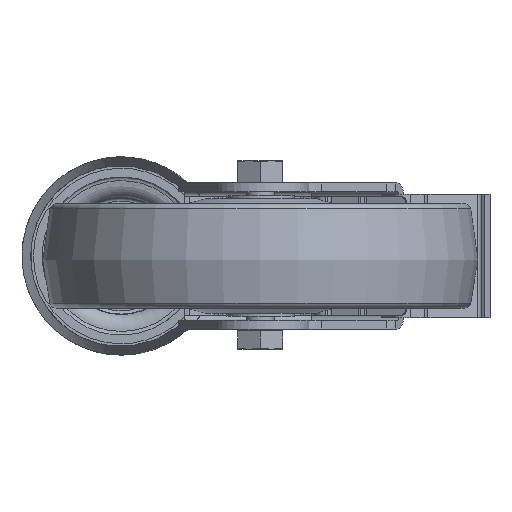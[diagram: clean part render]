
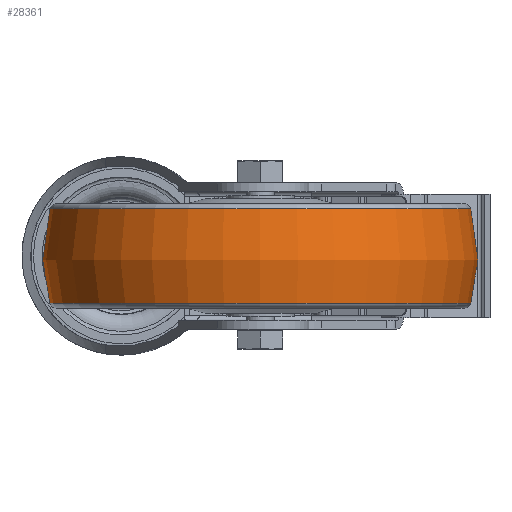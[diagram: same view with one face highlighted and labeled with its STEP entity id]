
A CAD part, front view. The second image highlights one B-rep face of the part: STEP entity #28361.
In plain terms, the highlighted face is a revolution surface.
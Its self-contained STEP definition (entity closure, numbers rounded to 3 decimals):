
#28281 = TOROIDAL_SURFACE('',#28282,58.547,2.);
#28282 = AXIS2_PLACEMENT_3D('',#28283,#28284,#28285);
#28283 = CARTESIAN_POINT('',(13.,0.,0.));
#28284 = DIRECTION('',(1.,0.,0.));
#28285 = DIRECTION('',(0.,0.,-1.));
#28299 = EDGE_CURVE('',#28300,#28300,#28302,.T.);
#28300 = VERTEX_POINT('',#28301);
#28301 = CARTESIAN_POINT('',(13.588,0.,-60.459));
#28302 = SURFACE_CURVE('',#28303,(#28308,#28315),.PCURVE_S1.);
#28303 = CIRCLE('',#28304,60.459);
#28304 = AXIS2_PLACEMENT_3D('',#28305,#28306,#28307);
#28305 = CARTESIAN_POINT('',(13.588,0.,0.));
#28306 = DIRECTION('',(1.,0.,0.));
#28307 = DIRECTION('',(0.,0.,-1.));
#28308 = PCURVE('',#28281,#28309);
#28309 = DEFINITIONAL_REPRESENTATION('',(#28310),#28314);
#28310 = LINE('',#28311,#28312);
#28311 = CARTESIAN_POINT('',(0.,6.581));
#28312 = VECTOR('',#28313,1.);
#28313 = DIRECTION('',(1.,0.));
#28314 = ( GEOMETRIC_REPRESENTATION_CONTEXT(2) 
PARAMETRIC_REPRESENTATION_CONTEXT() REPRESENTATION_CONTEXT('2D SPACE',''
  ) );
#28315 = PCURVE('',#28316,#28328);
#28316 = SURFACE_OF_REVOLUTION('',#28317,#28325);
#28317 = B_SPLINE_CURVE_WITH_KNOTS('',6,(#28318,#28319,#28320,#28321,
    #28322,#28323,#28324),.UNSPECIFIED.,.F.,.F.,(7,7),(5.985,
    6.581),.PIECEWISE_BEZIER_KNOTS.);
#28318 = CARTESIAN_POINT('',(-13.588,0.,-60.459));
#28319 = CARTESIAN_POINT('',(-9.193,0.,-61.81));
#28320 = CARTESIAN_POINT('',(-4.638,0.,-62.636));
#28321 = CARTESIAN_POINT('',(0.,0.,-62.914));
#28322 = CARTESIAN_POINT('',(4.638,0.,-62.636));
#28323 = CARTESIAN_POINT('',(9.193,0.,-61.81));
#28324 = CARTESIAN_POINT('',(13.588,0.,-60.459));
#28325 = AXIS1_PLACEMENT('',#28326,#28327);
#28326 = CARTESIAN_POINT('',(0.,0.,0.));
#28327 = DIRECTION('',(1.,0.,0.));
#28328 = DEFINITIONAL_REPRESENTATION('',(#28329),#28333);
#28329 = LINE('',#28330,#28331);
#28330 = CARTESIAN_POINT('',(0.,6.581));
#28331 = VECTOR('',#28332,1.);
#28332 = DIRECTION('',(1.,0.));
#28333 = ( GEOMETRIC_REPRESENTATION_CONTEXT(2) 
PARAMETRIC_REPRESENTATION_CONTEXT() REPRESENTATION_CONTEXT('2D SPACE',''
  ) );
#28361 = ADVANCED_FACE('',(#28362),#28316,.T.);
#28362 = FACE_BOUND('',#28363,.T.);
#28363 = EDGE_LOOP('',(#28364,#28393,#28417,#28418));
#28364 = ORIENTED_EDGE('',*,*,#28365,.T.);
#28365 = EDGE_CURVE('',#28366,#28366,#28368,.T.);
#28366 = VERTEX_POINT('',#28367);
#28367 = CARTESIAN_POINT('',(-13.588,0.,-60.459));
#28368 = SURFACE_CURVE('',#28369,(#28374,#28381),.PCURVE_S1.);
#28369 = CIRCLE('',#28370,60.459);
#28370 = AXIS2_PLACEMENT_3D('',#28371,#28372,#28373);
#28371 = CARTESIAN_POINT('',(-13.588,0.,0.));
#28372 = DIRECTION('',(1.,0.,0.));
#28373 = DIRECTION('',(0.,0.,-1.));
#28374 = PCURVE('',#28316,#28375);
#28375 = DEFINITIONAL_REPRESENTATION('',(#28376),#28380);
#28376 = LINE('',#28377,#28378);
#28377 = CARTESIAN_POINT('',(0.,5.985));
#28378 = VECTOR('',#28379,1.);
#28379 = DIRECTION('',(1.,0.));
#28380 = ( GEOMETRIC_REPRESENTATION_CONTEXT(2) 
PARAMETRIC_REPRESENTATION_CONTEXT() REPRESENTATION_CONTEXT('2D SPACE',''
  ) );
#28381 = PCURVE('',#28382,#28387);
#28382 = TOROIDAL_SURFACE('',#28383,58.547,2.);
#28383 = AXIS2_PLACEMENT_3D('',#28384,#28385,#28386);
#28384 = CARTESIAN_POINT('',(-13.,0.,0.));
#28385 = DIRECTION('',(1.,0.,0.));
#28386 = DIRECTION('',(0.,0.,-1.));
#28387 = DEFINITIONAL_REPRESENTATION('',(#28388),#28392);
#28388 = LINE('',#28389,#28390);
#28389 = CARTESIAN_POINT('',(0.,5.985));
#28390 = VECTOR('',#28391,1.);
#28391 = DIRECTION('',(1.,0.));
#28392 = ( GEOMETRIC_REPRESENTATION_CONTEXT(2) 
PARAMETRIC_REPRESENTATION_CONTEXT() REPRESENTATION_CONTEXT('2D SPACE',''
  ) );
#28393 = ORIENTED_EDGE('',*,*,#28394,.T.);
#28394 = EDGE_CURVE('',#28366,#28300,#28395,.T.);
#28395 = SEAM_CURVE('',#28396,(#28403,#28410),.PCURVE_S1.);
#28396 = B_SPLINE_CURVE_WITH_KNOTS('',5,(#28397,#28398,#28399,#28400,
    #28401,#28402),.UNSPECIFIED.,.F.,.F.,(6,6),(5.985,
    6.581),.PIECEWISE_BEZIER_KNOTS.);
#28397 = CARTESIAN_POINT('',(-13.588,0.,-60.459));
#28398 = CARTESIAN_POINT('',(-8.315,0.,-62.08));
#28399 = CARTESIAN_POINT('',(-2.8,0.,-62.914));
#28400 = CARTESIAN_POINT('',(2.8,0.,-62.914));
#28401 = CARTESIAN_POINT('',(8.315,0.,-62.08));
#28402 = CARTESIAN_POINT('',(13.588,0.,-60.459));
#28403 = PCURVE('',#28316,#28404);
#28404 = DEFINITIONAL_REPRESENTATION('',(#28405),#28409);
#28405 = LINE('',#28406,#28407);
#28406 = CARTESIAN_POINT('',(6.283,0.));
#28407 = VECTOR('',#28408,1.);
#28408 = DIRECTION('',(0.,1.));
#28409 = ( GEOMETRIC_REPRESENTATION_CONTEXT(2) 
PARAMETRIC_REPRESENTATION_CONTEXT() REPRESENTATION_CONTEXT('2D SPACE',''
  ) );
#28410 = PCURVE('',#28316,#28411);
#28411 = DEFINITIONAL_REPRESENTATION('',(#28412),#28416);
#28412 = LINE('',#28413,#28414);
#28413 = CARTESIAN_POINT('',(0.,0.));
#28414 = VECTOR('',#28415,1.);
#28415 = DIRECTION('',(0.,1.));
#28416 = ( GEOMETRIC_REPRESENTATION_CONTEXT(2) 
PARAMETRIC_REPRESENTATION_CONTEXT() REPRESENTATION_CONTEXT('2D SPACE',''
  ) );
#28417 = ORIENTED_EDGE('',*,*,#28299,.F.);
#28418 = ORIENTED_EDGE('',*,*,#28394,.F.);
